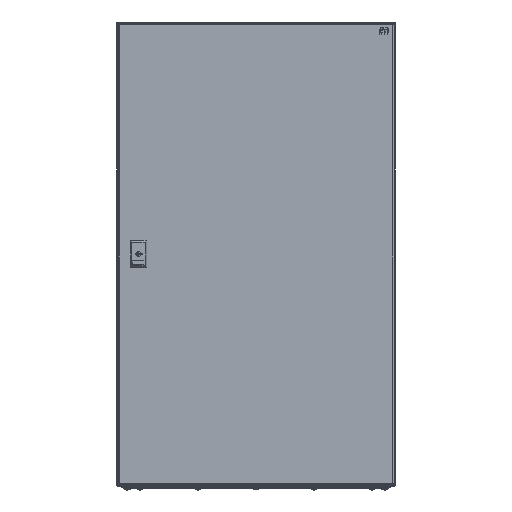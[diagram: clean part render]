
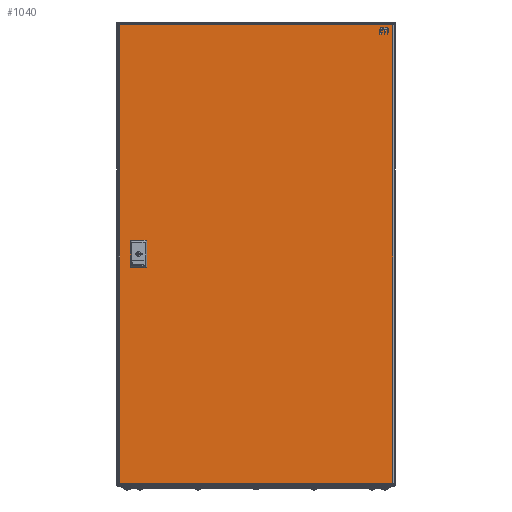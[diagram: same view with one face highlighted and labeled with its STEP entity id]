
A CAD part, front view. The second image highlights one B-rep face of the part: STEP entity #1040.
In plain terms, the highlighted face is planar.
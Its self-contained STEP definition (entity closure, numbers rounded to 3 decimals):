
#389=DIRECTION('',(0.,1.,0.));
#390=VECTOR('',#389,588.4);
#391=CARTESIAN_POINT('',(-494.5,-294.2,0.));
#392=LINE('',#391,#390);
#420=DIRECTION('',(-1.,0.,0.));
#421=VECTOR('',#420,989.);
#422=CARTESIAN_POINT('',(494.5,-294.2,0.));
#423=LINE('',#422,#421);
#434=DIRECTION('',(0.,-1.,0.));
#435=VECTOR('',#434,588.4);
#436=CARTESIAN_POINT('',(494.5,294.2,0.));
#437=LINE('',#436,#435);
#503=DIRECTION('',(1.,0.,0.));
#504=VECTOR('',#503,989.);
#505=CARTESIAN_POINT('',(-494.5,294.2,0.));
#506=LINE('',#505,#504);
#541=DIRECTION('',(1.,0.,0.));
#542=VECTOR('',#541,50.);
#543=CARTESIAN_POINT('',(-25.,-265.5,0.));
#544=LINE('',#543,#542);
#555=DIRECTION('',(0.,-1.,0.));
#556=VECTOR('',#555,25.);
#557=CARTESIAN_POINT('',(-25.,-240.5,0.));
#558=LINE('',#557,#556);
#569=DIRECTION('',(-1.,0.,0.));
#570=VECTOR('',#569,50.);
#571=CARTESIAN_POINT('',(25.,-240.5,0.));
#572=LINE('',#571,#570);
#583=DIRECTION('',(0.,1.,0.));
#584=VECTOR('',#583,25.);
#585=CARTESIAN_POINT('',(25.,-265.5,0.));
#586=LINE('',#585,#584);
#678=CARTESIAN_POINT('',(25.,-265.5,0.));
#679=VERTEX_POINT('',#678);
#680=CARTESIAN_POINT('',(25.,-240.5,0.));
#681=VERTEX_POINT('',#680);
#682=CARTESIAN_POINT('',(-25.,-265.5,0.));
#683=VERTEX_POINT('',#682);
#684=CARTESIAN_POINT('',(-25.,-240.5,0.));
#685=VERTEX_POINT('',#684);
#686=CARTESIAN_POINT('',(494.5,294.2,0.));
#687=CARTESIAN_POINT('',(494.5,-294.2,0.));
#688=VERTEX_POINT('',#686);
#689=VERTEX_POINT('',#687);
#690=CARTESIAN_POINT('',(-494.5,294.2,0.));
#691=VERTEX_POINT('',#690);
#692=CARTESIAN_POINT('',(-494.5,-294.2,0.));
#693=VERTEX_POINT('',#692);
#1017=CARTESIAN_POINT('',(0.,0.,0.));
#1018=DIRECTION('',(0.,0.,-1.));
#1019=DIRECTION('',(-1.,0.,0.));
#1020=AXIS2_PLACEMENT_3D('',#1017,#1018,#1019);
#1021=PLANE('',#1020);
#1023=ORIENTED_EDGE('',*,*,#1022,.F.);
#1025=ORIENTED_EDGE('',*,*,#1024,.F.);
#1026=ORIENTED_EDGE('',*,*,#984,.F.);
#1027=ORIENTED_EDGE('',*,*,#1008,.F.);
#1028=EDGE_LOOP('',(#1023,#1025,#1026,#1027));
#1029=FACE_OUTER_BOUND('',#1028,.F.);
#1031=ORIENTED_EDGE('',*,*,#1030,.F.);
#1033=ORIENTED_EDGE('',*,*,#1032,.F.);
#1035=ORIENTED_EDGE('',*,*,#1034,.F.);
#1037=ORIENTED_EDGE('',*,*,#1036,.F.);
#1038=EDGE_LOOP('',(#1031,#1033,#1035,#1037));
#1039=FACE_BOUND('',#1038,.F.);
#984=EDGE_CURVE('',#693,#691,#392,.T.);
#1008=EDGE_CURVE('',#689,#693,#423,.T.);
#1022=EDGE_CURVE('',#688,#689,#437,.T.);
#1024=EDGE_CURVE('',#691,#688,#506,.T.);
#1030=EDGE_CURVE('',#683,#679,#544,.T.);
#1032=EDGE_CURVE('',#685,#683,#558,.T.);
#1034=EDGE_CURVE('',#681,#685,#572,.T.);
#1036=EDGE_CURVE('',#679,#681,#586,.T.);
#1040=ADVANCED_FACE('',(#1029,#1039),#1021,.T.);
